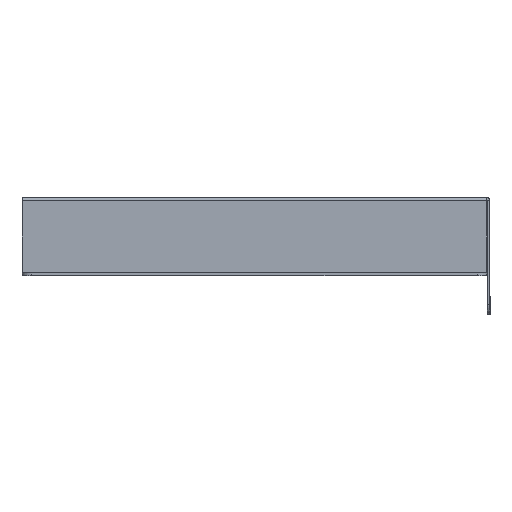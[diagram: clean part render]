
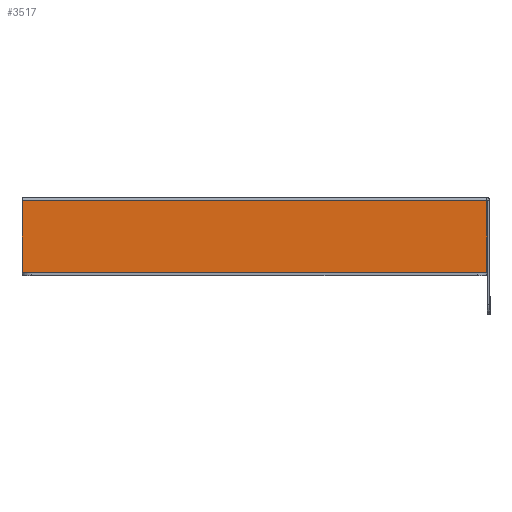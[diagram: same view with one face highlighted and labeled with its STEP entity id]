
A CAD part, left-side view. The second image highlights one B-rep face of the part: STEP entity #3517.
In plain terms, the highlighted planar face has unit normal (-1, 0, 0).
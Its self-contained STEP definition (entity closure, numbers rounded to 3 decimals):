
#166 = AXIS2_PLACEMENT_3D ( 'NONE', #1056, #1055, #1054 ) ;
#175 = CARTESIAN_POINT ( 'NONE',  ( -274., -119.15, -1.6 ) ) ;
#196 = CARTESIAN_POINT ( 'NONE',  ( -274., 119.25, -38.4 ) ) ;
#201 = CARTESIAN_POINT ( 'NONE',  ( -274., -119.15, -38.4 ) ) ;
#210 = CARTESIAN_POINT ( 'NONE',  ( -274., 119.25, -1.6 ) ) ;
#707 = ORIENTED_EDGE ( 'NONE', *, *, #3344, .F. ) ;
#708 = ORIENTED_EDGE ( 'NONE', *, *, #3343, .T. ) ;
#709 = ORIENTED_EDGE ( 'NONE', *, *, #3345, .F. ) ;
#710 = ORIENTED_EDGE ( 'NONE', *, *, #3337, .T. ) ;
#1054 = DIRECTION ( 'NONE',  ( 0., 0., -1. ) ) ;
#1055 = DIRECTION ( 'NONE',  ( 1., 0., 0. ) ) ;
#1056 = CARTESIAN_POINT ( 'NONE',  ( -274., -119.15, -1.5 ) ) ;
#1057 = PLANE ( 'NONE',  #166 ) ;
#1061 = FACE_OUTER_BOUND ( 'NONE', #2899, .T. ) ;
#1671 = DIRECTION ( 'NONE',  ( 0., -1., 0. ) ) ;
#1673 = CARTESIAN_POINT ( 'NONE',  ( -274., -119.15, -1.6 ) ) ;
#1674 = DIRECTION ( 'NONE',  ( 0., 1., 0. ) ) ;
#1675 = CARTESIAN_POINT ( 'NONE',  ( -274., -119.15, -38.4 ) ) ;
#1677 = LINE ( 'NONE', #1675, #3138 ) ;
#1678 = DIRECTION ( 'NONE',  ( 0., 0., 1. ) ) ;
#1679 = CARTESIAN_POINT ( 'NONE',  ( -274., -119.15, -1.5 ) ) ;
#1680 = LINE ( 'NONE', #1679, #3139 ) ;
#1691 = LINE ( 'NONE', #1673, #3141 ) ;
#1695 = DIRECTION ( 'NONE',  ( 0., 0., -1. ) ) ;
#1696 = CARTESIAN_POINT ( 'NONE',  ( -274., 119.25, -38.5 ) ) ;
#1698 = LINE ( 'NONE', #1696, #3145 ) ;
#2084 = VERTEX_POINT ( 'NONE', #210 ) ;
#2104 = VERTEX_POINT ( 'NONE', #201 ) ;
#2116 = VERTEX_POINT ( 'NONE', #196 ) ;
#2151 = VERTEX_POINT ( 'NONE', #175 ) ;
#2899 = EDGE_LOOP ( 'NONE', ( #707, #708, #709, #710 ) ) ;
#3138 = VECTOR ( 'NONE', #1674, 1000. ) ;
#3139 = VECTOR ( 'NONE', #1678, 1000. ) ;
#3141 = VECTOR ( 'NONE', #1671, 1000. ) ;
#3145 = VECTOR ( 'NONE', #1695, 1000. ) ;
#3337 = EDGE_CURVE ( 'NONE', #2084, #2116, #1698, .T. ) ;
#3343 = EDGE_CURVE ( 'NONE', #2104, #2151, #1680, .T. ) ;
#3344 = EDGE_CURVE ( 'NONE', #2104, #2116, #1677, .T. ) ;
#3345 = EDGE_CURVE ( 'NONE', #2084, #2151, #1691, .T. ) ;
#3517 = ADVANCED_FACE ( 'NONE', ( #1061 ), #1057, .F. ) ;
